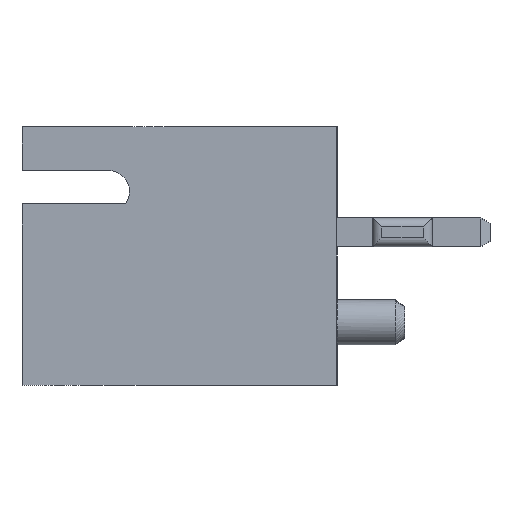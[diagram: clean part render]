
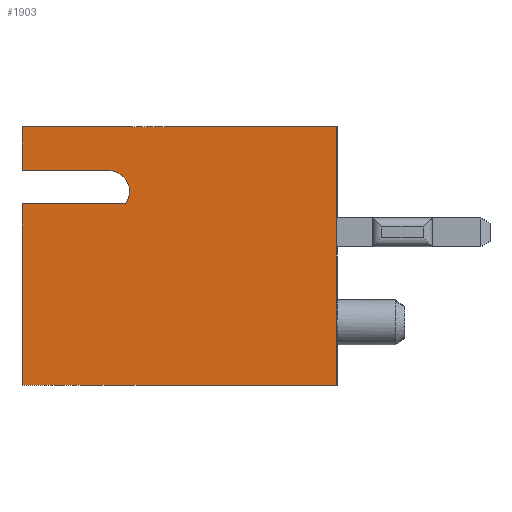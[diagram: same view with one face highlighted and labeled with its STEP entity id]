
A CAD part, left-side view. The second image highlights one B-rep face of the part: STEP entity #1903.
In plain terms, the highlighted planar face has unit normal (-1, 0, 0).
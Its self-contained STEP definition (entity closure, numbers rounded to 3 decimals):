
#211 = CARTESIAN_POINT ( 'NONE',  ( -3.7, 3.5, 2.875 ) ) ;
#379 = ORIENTED_EDGE ( 'NONE', *, *, #914, .T. ) ;
#478 = EDGE_CURVE ( 'NONE', #9325, #4198, #5772, .T. ) ;
#564 = CARTESIAN_POINT ( 'NONE',  ( -3.7, 3.5, 2.875 ) ) ;
#612 = ORIENTED_EDGE ( 'NONE', *, *, #478, .T. ) ;
#914 = EDGE_CURVE ( 'NONE', #6633, #9424, #1698, .T. ) ;
#920 = LINE ( 'NONE', #10142, #9648 ) ;
#1074 = LINE ( 'NONE', #5046, #4692 ) ;
#1656 = VERTEX_POINT ( 'NONE', #564 ) ;
#1698 = LINE ( 'NONE', #8420, #10596 ) ;
#1732 = DIRECTION ( 'NONE',  ( 0., -1., 0. ) ) ;
#1755 = DIRECTION ( 'NONE',  ( 0., 0., -1. ) ) ;
#1903 = ADVANCED_FACE ( 'NONE', ( #10399 ), #7071, .F. ) ;
#2005 = EDGE_CURVE ( 'NONE', #3566, #9481, #9095, .T. ) ;
#2448 = CARTESIAN_POINT ( 'NONE',  ( -3.7, 3.5, -2.875 ) ) ;
#2861 = ORIENTED_EDGE ( 'NONE', *, *, #2005, .T. ) ;
#3040 = DIRECTION ( 'NONE',  ( 1., 0., 0. ) ) ;
#3329 = ORIENTED_EDGE ( 'NONE', *, *, #5743, .T. ) ;
#3395 = CARTESIAN_POINT ( 'NONE',  ( -3.7, -3.5, -2.875 ) ) ;
#3443 = DIRECTION ( 'NONE',  ( 0., 1., 0. ) ) ;
#3566 = VERTEX_POINT ( 'NONE', #8189 ) ;
#3668 = CARTESIAN_POINT ( 'NONE',  ( -3.7, 3.5, 2.875 ) ) ;
#3683 = ORIENTED_EDGE ( 'NONE', *, *, #6830, .F. ) ;
#4198 = VERTEX_POINT ( 'NONE', #9658 ) ;
#4212 = AXIS2_PLACEMENT_3D ( 'NONE', #10339, #3040, #5622 ) ;
#4277 = EDGE_LOOP ( 'NONE', ( #4562, #612, #3329, #2861, #3683, #9702, #8827, #379 ) ) ;
#4562 = ORIENTED_EDGE ( 'NONE', *, *, #5449, .T. ) ;
#4692 = VECTOR ( 'NONE', #6826, 1000. ) ;
#5042 = EDGE_CURVE ( 'NONE', #1656, #6633, #9941, .T. ) ;
#5046 = CARTESIAN_POINT ( 'NONE',  ( -3.7, 3.5, 2.875 ) ) ;
#5449 = EDGE_CURVE ( 'NONE', #9424, #9325, #9485, .T. ) ;
#5622 = DIRECTION ( 'NONE',  ( 0., 1., 0. ) ) ;
#5743 = EDGE_CURVE ( 'NONE', #4198, #3566, #1074, .T. ) ;
#5772 = LINE ( 'NONE', #9046, #5994 ) ;
#5994 = VECTOR ( 'NONE', #3443, 1000. ) ;
#6479 = VERTEX_POINT ( 'NONE', #7879 ) ;
#6612 = VECTOR ( 'NONE', #6858, 1000. ) ;
#6633 = VERTEX_POINT ( 'NONE', #6828 ) ;
#6674 = DIRECTION ( 'NONE',  ( 0., 0., -1. ) ) ;
#6826 = DIRECTION ( 'NONE',  ( 0., 0., -1. ) ) ;
#6828 = CARTESIAN_POINT ( 'NONE',  ( -3.7, 3.5, 1.898 ) ) ;
#6830 = EDGE_CURVE ( 'NONE', #6479, #9481, #920, .T. ) ;
#6838 = DIRECTION ( 'NONE',  ( 0., 1., 0. ) ) ;
#6858 = DIRECTION ( 'NONE',  ( 0., -1., 0. ) ) ;
#6892 = DIRECTION ( 'NONE',  ( 1., 0., 0. ) ) ;
#7071 = PLANE ( 'NONE',  #4212 ) ;
#7104 = AXIS2_PLACEMENT_3D ( 'NONE', #7598, #6892, #6838 ) ;
#7598 = CARTESIAN_POINT ( 'NONE',  ( -3.7, 1.578, 1.431 ) ) ;
#7676 = VECTOR ( 'NONE', #1732, 1000. ) ;
#7781 = LINE ( 'NONE', #3668, #6612 ) ;
#7879 = CARTESIAN_POINT ( 'NONE',  ( -3.7, -3.5, 2.875 ) ) ;
#8189 = CARTESIAN_POINT ( 'NONE',  ( -3.7, 3.5, -2.875 ) ) ;
#8367 = EDGE_CURVE ( 'NONE', #1656, #6479, #7781, .T. ) ;
#8420 = CARTESIAN_POINT ( 'NONE',  ( -3.7, 1.578, 1.898 ) ) ;
#8827 = ORIENTED_EDGE ( 'NONE', *, *, #5042, .T. ) ;
#9046 = CARTESIAN_POINT ( 'NONE',  ( -3.7, 1.2, 1.157 ) ) ;
#9095 = LINE ( 'NONE', #2448, #7676 ) ;
#9102 = DIRECTION ( 'NONE',  ( 0., -1., 0. ) ) ;
#9129 = VECTOR ( 'NONE', #6674, 1000. ) ;
#9325 = VERTEX_POINT ( 'NONE', #9940 ) ;
#9424 = VERTEX_POINT ( 'NONE', #10148 ) ;
#9481 = VERTEX_POINT ( 'NONE', #3395 ) ;
#9485 = CIRCLE ( 'NONE', #7104, 0.467 ) ;
#9648 = VECTOR ( 'NONE', #1755, 1000. ) ;
#9658 = CARTESIAN_POINT ( 'NONE',  ( -3.7, 3.5, 1.157 ) ) ;
#9702 = ORIENTED_EDGE ( 'NONE', *, *, #8367, .F. ) ;
#9940 = CARTESIAN_POINT ( 'NONE',  ( -3.7, 1.2, 1.157 ) ) ;
#9941 = LINE ( 'NONE', #211, #9129 ) ;
#10142 = CARTESIAN_POINT ( 'NONE',  ( -3.7, -3.5, 2.875 ) ) ;
#10148 = CARTESIAN_POINT ( 'NONE',  ( -3.7, 1.578, 1.898 ) ) ;
#10339 = CARTESIAN_POINT ( 'NONE',  ( -3.7, 3.5, 2.875 ) ) ;
#10399 = FACE_OUTER_BOUND ( 'NONE', #4277, .T. ) ;
#10596 = VECTOR ( 'NONE', #9102, 1000. ) ;
